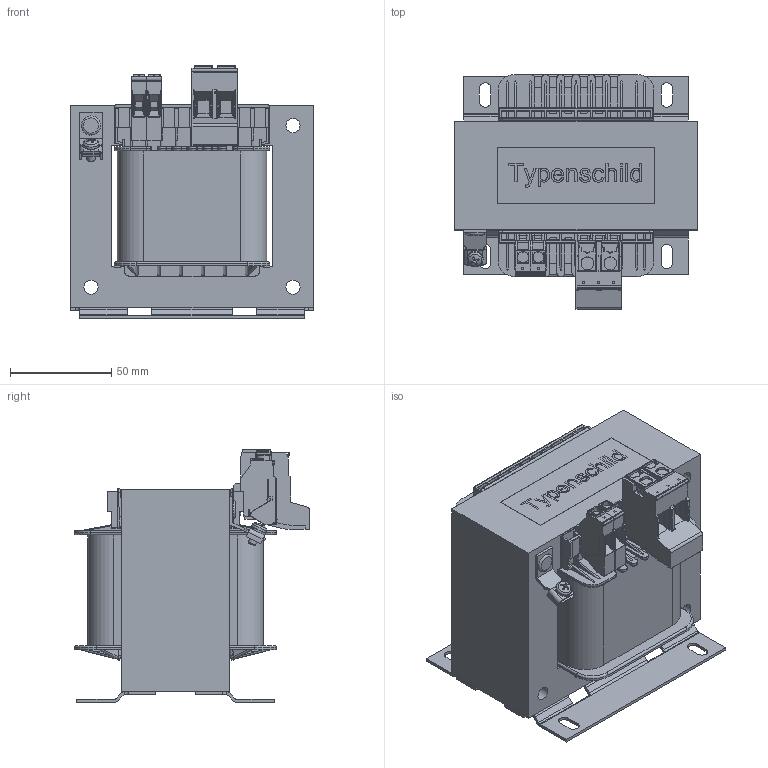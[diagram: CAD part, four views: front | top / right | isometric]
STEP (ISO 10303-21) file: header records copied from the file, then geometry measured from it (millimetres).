
FILE_DESCRIPTION(/* description */ (''),/* implementation_level */ '2;1');
FILE_NAME(/* name */ 'STENE0,4 100-690V_12V.stp',/* time_stamp */ '2023-09-20T13:56:56+02:00',/* author */ ('EnneJ'),/* organization */ (''),/* preprocessor_version */ 'ST-DEVELOPER v19.2',/* originating_system */ 'Autodesk Inventor 2023',/* authorisation */ '');
FILE_SCHEMA (('AUTOMOTIVE_DESIGN { 1 0 10303 214 3 1 1 }'));
Products named in the file (13): X0001 STENE 002; Erdung 45°; Bauteil2; erd 90 001; M4-8; DIN7337 A4,8x16; Bauteil28; EI120b_53_7_AK_25219.5_1Ka; Norm (DIN); FUP_EI120; 1222_TKS_4_1; 17033_TKS_10_2; Leistungsschild 78x28
Assembly tree (14 placements, depth 3):
  X0001 STENE 002
    Erdung 45°
      Bauteil2
      erd 90 001
      M4-8
    DIN7337 A4,8x16
    Bauteil28
    EI120b_53_7_AK_25219.5_1Ka
    Norm (DIN)
    FUP_EI120  x2
    1222_TKS_4_1  x2
    17033_TKS_10_2
    Leistungsschild 78x28
Bounding box: 120.3 x 116.3 x 125.2 mm (x, y, z)
Volume: 799041.9 mm3; surface area: 198812.7 mm2
Topology: 13 solids, 13 shells, 5515 faces, 15499 edges, 10126 vertices
Faces by surface type: plane 4440, cylinder 713, bspline 227, torus 102, sphere 21, cone 12
Full cylindrical faces by diameter (mm): 3.242 x1, 3.621 x1, 4 x2, 4.5 x1, 4.8 x1, 5 x1, 7 x4, 9.5 x1
Entity records: 137002 total; most frequent: CARTESIAN_POINT 29972, ORIENTED_EDGE 23160, DIRECTION 20635, EDGE_CURVE 11580, LINE 9903, VECTOR 9903, VERTEX_POINT 7561, AXIS2_PLACEMENT_3D 5366
